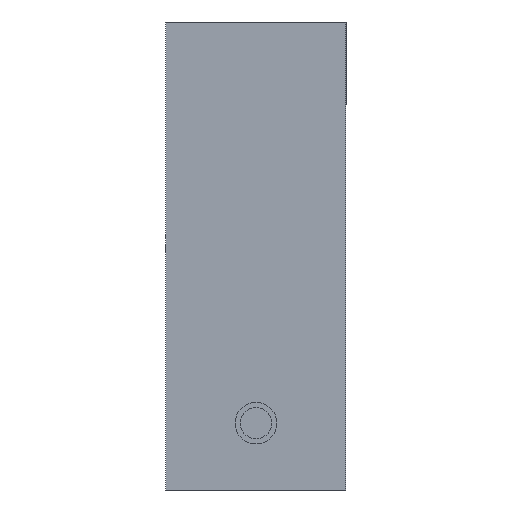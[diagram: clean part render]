
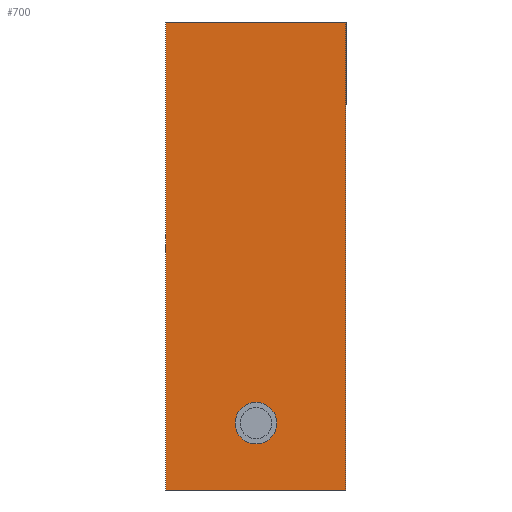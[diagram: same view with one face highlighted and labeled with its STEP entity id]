
A CAD part, front view. The second image highlights one B-rep face of the part: STEP entity #700.
In plain terms, the highlighted planar face has unit normal (0, -1, 0).
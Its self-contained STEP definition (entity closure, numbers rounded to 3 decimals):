
#15=FACE_BOUND('',#105,.T.);
#35=CIRCLE('',#760,4.05);
#65=FACE_OUTER_BOUND('',#104,.T.);
#104=EDGE_LOOP('',(#568,#569,#570,#571));
#105=EDGE_LOOP('',(#572));
#176=LINE('',#1096,#260);
#178=LINE('',#1100,#262);
#181=LINE('',#1106,#265);
#182=LINE('',#1107,#266);
#260=VECTOR('',#891,10.);
#262=VECTOR('',#895,10.);
#265=VECTOR('',#900,10.);
#266=VECTOR('',#901,10.);
#330=VERTEX_POINT('',#1093);
#331=VERTEX_POINT('',#1095);
#332=VERTEX_POINT('',#1099);
#334=VERTEX_POINT('',#1105);
#335=VERTEX_POINT('',#1108);
#412=EDGE_CURVE('',#331,#330,#176,.T.);
#414=EDGE_CURVE('',#331,#332,#178,.T.);
#417=EDGE_CURVE('',#334,#330,#181,.T.);
#418=EDGE_CURVE('',#334,#332,#182,.T.);
#419=EDGE_CURVE('',#335,#335,#35,.T.);
#568=ORIENTED_EDGE('',*,*,#412,.T.);
#569=ORIENTED_EDGE('',*,*,#417,.F.);
#570=ORIENTED_EDGE('',*,*,#418,.T.);
#571=ORIENTED_EDGE('',*,*,#414,.F.);
#572=ORIENTED_EDGE('',*,*,#419,.T.);
#665=PLANE('',#759);
#700=ADVANCED_FACE('',(#65,#15),#665,.F.);
#759=AXIS2_PLACEMENT_3D('',#1104,#898,#899);
#760=AXIS2_PLACEMENT_3D('',#1109,#902,#903);
#891=DIRECTION('',(1.,0.,0.));
#895=DIRECTION('',(0.,0.,1.));
#898=DIRECTION('center_axis',(0.,1.,0.));
#899=DIRECTION('ref_axis',(1.,0.,0.));
#900=DIRECTION('',(0.,0.,-1.));
#901=DIRECTION('',(-1.,0.,0.));
#902=DIRECTION('center_axis',(0.,1.,0.));
#903=DIRECTION('ref_axis',(1.,0.,0.));
#1093=CARTESIAN_POINT('',(17.5,-5.,-13.));
#1095=CARTESIAN_POINT('',(-17.5,-5.,-13.));
#1096=CARTESIAN_POINT('',(7.5,-5.,-13.));
#1099=CARTESIAN_POINT('',(-17.5,-5.,78.));
#1100=CARTESIAN_POINT('',(-17.5,-5.,50.));
#1104=CARTESIAN_POINT('Origin',(0.,-5.,0.));
#1105=CARTESIAN_POINT('',(17.5,-5.,78.));
#1106=CARTESIAN_POINT('',(17.5,-5.,-50.));
#1107=CARTESIAN_POINT('',(-7.5,-5.,78.));
#1108=CARTESIAN_POINT('',(-4.05,-5.,0.));
#1109=CARTESIAN_POINT('Origin',(0.,-5.,0.));
